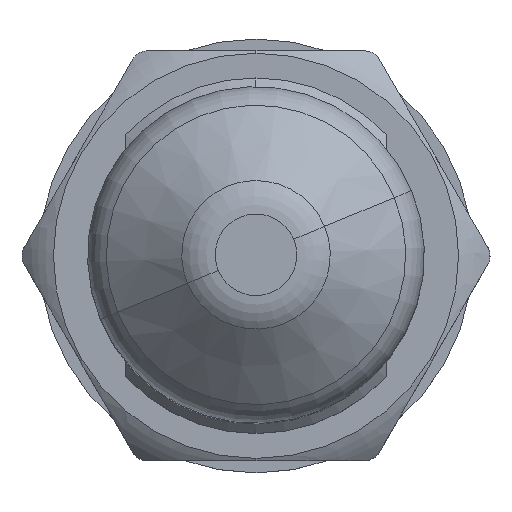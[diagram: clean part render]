
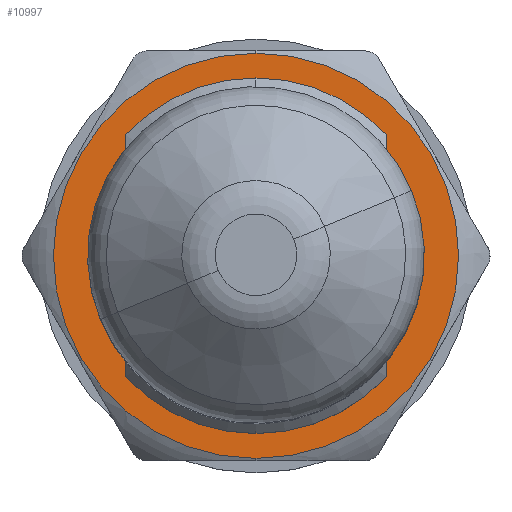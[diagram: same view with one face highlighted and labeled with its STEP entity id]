
A CAD part, top view. The second image highlights one B-rep face of the part: STEP entity #10997.
In plain terms, the highlighted face is planar.
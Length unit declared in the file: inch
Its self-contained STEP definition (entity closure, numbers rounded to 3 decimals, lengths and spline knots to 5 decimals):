
#24 = EDGE_LOOP ( 'NONE', ( #10962, #5803 ) ) ;
#375 = VERTEX_POINT ( 'NONE', #1083 ) ;
#766 = CARTESIAN_POINT ( 'NONE',  ( 0., 0.1, 0.23347 ) ) ;
#824 = CARTESIAN_POINT ( 'NONE',  ( -0.40915, 0.1, 0.23622 ) ) ;
#1083 = CARTESIAN_POINT ( 'NONE',  ( 0., 0.1, 0.185 ) ) ;
#1691 = FACE_OUTER_BOUND ( 'NONE', #11124, .T. ) ;
#2021 = CARTESIAN_POINT ( 'NONE',  ( 0., 0.1, -0.23347 ) ) ;
#2572 = DIRECTION ( 'NONE',  ( 0., -1., 0. ) ) ;
#2674 = DIRECTION ( 'NONE',  ( 0., 0., -1. ) ) ;
#2834 = DIRECTION ( 'NONE',  ( 0., 0., -1. ) ) ;
#3032 = AXIS2_PLACEMENT_3D ( 'NONE', #4041, #4899, #5012 ) ;
#3137 = CIRCLE ( 'NONE', #6588, 0.23347 ) ;
#3375 = ORIENTED_EDGE ( 'NONE', *, *, #10722, .F. ) ;
#3438 = VERTEX_POINT ( 'NONE', #2021 ) ;
#3801 = DIRECTION ( 'NONE',  ( 0., -1., 0. ) ) ;
#4041 = CARTESIAN_POINT ( 'NONE',  ( 0., 0.1, 0. ) ) ;
#4899 = DIRECTION ( 'NONE',  ( 0., 1., 0. ) ) ;
#4956 = AXIS2_PLACEMENT_3D ( 'NONE', #10390, #2572, #7980 ) ;
#5012 = DIRECTION ( 'NONE',  ( 0., 0., 1. ) ) ;
#5043 = CIRCLE ( 'NONE', #3032, 0.185 ) ;
#5137 = AXIS2_PLACEMENT_3D ( 'NONE', #7852, #5302, #8768 ) ;
#5302 = DIRECTION ( 'NONE',  ( 0., 1., 0. ) ) ;
#5442 = CARTESIAN_POINT ( 'NONE',  ( 0., 0.1, -0.185 ) ) ;
#5803 = ORIENTED_EDGE ( 'NONE', *, *, #8313, .F. ) ;
#6588 = AXIS2_PLACEMENT_3D ( 'NONE', #10660, #3801, #2834 ) ;
#6692 = VERTEX_POINT ( 'NONE', #5442 ) ;
#6835 = PLANE ( 'NONE',  #8945 ) ;
#6999 = FACE_BOUND ( 'NONE', #24, .T. ) ;
#7852 = CARTESIAN_POINT ( 'NONE',  ( 0., 0.1, 0. ) ) ;
#7980 = DIRECTION ( 'NONE',  ( 0., 0., -1. ) ) ;
#8313 = EDGE_CURVE ( 'NONE', #6692, #375, #11004, .T. ) ;
#8512 = EDGE_CURVE ( 'NONE', #3438, #11045, #3137, .T. ) ;
#8532 = ORIENTED_EDGE ( 'NONE', *, *, #8512, .F. ) ;
#8768 = DIRECTION ( 'NONE',  ( 0., 0., 1. ) ) ;
#8945 = AXIS2_PLACEMENT_3D ( 'NONE', #824, #11302, #2674 ) ;
#9879 = EDGE_CURVE ( 'NONE', #375, #6692, #5043, .T. ) ;
#10220 = CIRCLE ( 'NONE', #4956, 0.23347 ) ;
#10390 = CARTESIAN_POINT ( 'NONE',  ( 0., 0.1, 0. ) ) ;
#10660 = CARTESIAN_POINT ( 'NONE',  ( 0., 0.1, 0. ) ) ;
#10722 = EDGE_CURVE ( 'NONE', #11045, #3438, #10220, .T. ) ;
#10962 = ORIENTED_EDGE ( 'NONE', *, *, #9879, .F. ) ;
#10997 = ADVANCED_FACE ( 'NONE', ( #6999, #1691 ), #6835, .F. ) ;
#11004 = CIRCLE ( 'NONE', #5137, 0.185 ) ;
#11045 = VERTEX_POINT ( 'NONE', #766 ) ;
#11124 = EDGE_LOOP ( 'NONE', ( #8532, #3375 ) ) ;
#11302 = DIRECTION ( 'NONE',  ( 0., -1., 0. ) ) ;
